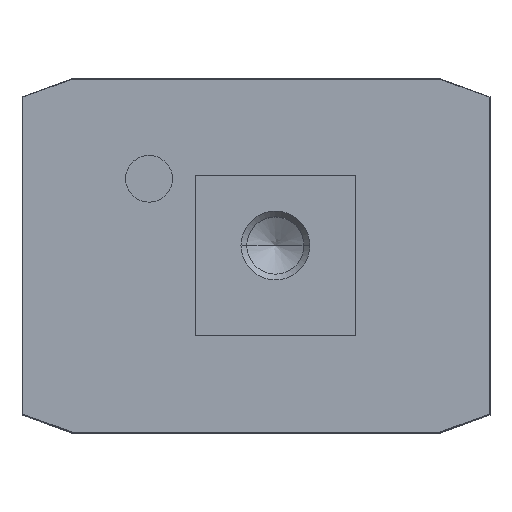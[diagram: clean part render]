
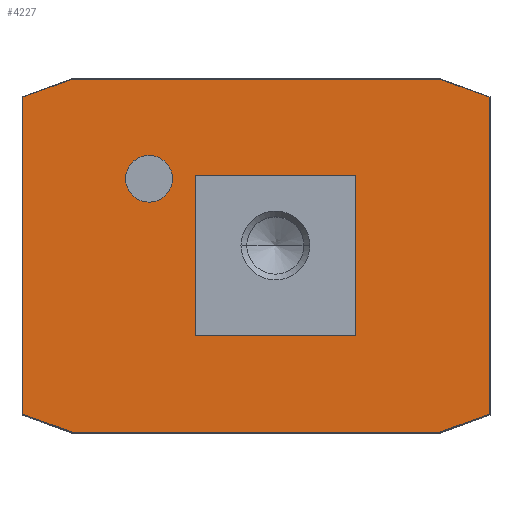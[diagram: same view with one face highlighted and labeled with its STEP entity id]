
A CAD part, top view. The second image highlights one B-rep face of the part: STEP entity #4227.
In plain terms, the highlighted planar face has unit normal (0, 0, 1).
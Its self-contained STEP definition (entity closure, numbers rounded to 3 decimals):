
#1542=CARTESIAN_POINT('',(-19.5,11.5,50.0));
#1543=VERTEX_POINT('',#1542);
#1559=CARTESIAN_POINT('',(-12.5,11.5,50.0));
#1560=VERTEX_POINT('',#1559);
#1567=CARTESIAN_POINT('',(-16.,11.5,50.0));
#1568=DIRECTION('',(0.0,0.0,-1.0));
#1569=DIRECTION('',(-1.0,0.0,0.0));
#1570=AXIS2_PLACEMENT_3D('',#1567,#1568,#1569);
#1571=CIRCLE('',#1570,3.5);
#1572=EDGE_CURVE('',#1543,#1560,#1571,.T.);
#2332=CARTESIAN_POINT('',(14.9,12.,50.0));
#2333=VERTEX_POINT('',#2332);
#2340=CARTESIAN_POINT('',(-9.1,12.,50.0));
#2341=VERTEX_POINT('',#2340);
#2342=CARTESIAN_POINT('',(-9.1,12.,50.0));
#2343=DIRECTION('',(1.0,0.0,0.0));
#2344=VECTOR('',#2343,24.0);
#2345=LINE('',#2342,#2344);
#2346=EDGE_CURVE('',#2341,#2333,#2345,.T.);
#2370=CARTESIAN_POINT('',(14.9,-12.,50.0));
#2371=VERTEX_POINT('',#2370);
#2378=CARTESIAN_POINT('',(14.9,12.,50.0));
#2379=DIRECTION('',(0.0,-1.0,0.0));
#2380=VECTOR('',#2379,24.);
#2381=LINE('',#2378,#2380);
#2382=EDGE_CURVE('',#2333,#2371,#2381,.T.);
#2401=CARTESIAN_POINT('',(-9.1,-12.,50.0));
#2402=VERTEX_POINT('',#2401);
#2409=CARTESIAN_POINT('',(14.9,-12.,50.0));
#2410=DIRECTION('',(-1.0,0.0,0.0));
#2411=VECTOR('',#2410,24.);
#2412=LINE('',#2409,#2411);
#2413=EDGE_CURVE('',#2371,#2402,#2412,.T.);
#2431=CARTESIAN_POINT('',(-9.1,-12.,50.0));
#2432=DIRECTION('',(0.0,1.0,0.0));
#2433=VECTOR('',#2432,24.);
#2434=LINE('',#2431,#2433);
#2435=EDGE_CURVE('',#2402,#2341,#2434,.T.);
#2463=CARTESIAN_POINT('',(-16.,11.5,50.0));
#2464=DIRECTION('',(0.0,0.0,-1.0));
#2465=DIRECTION('',(-1.0,0.0,0.0));
#2466=AXIS2_PLACEMENT_3D('',#2463,#2464,#2465);
#2467=CIRCLE('',#2466,3.5);
#2468=EDGE_CURVE('',#1560,#1543,#2467,.T.);
#3959=CARTESIAN_POINT('',(-34.9,-23.7,50.0));
#3960=VERTEX_POINT('',#3959);
#3961=CARTESIAN_POINT('',(-34.9,23.7,50.0));
#3962=VERTEX_POINT('',#3961);
#3963=CARTESIAN_POINT('',(-34.9,-23.7,50.0));
#3964=DIRECTION('',(0.0,1.0,0.0));
#3965=VECTOR('',#3964,47.4);
#3966=LINE('',#3963,#3965);
#3967=EDGE_CURVE('',#3960,#3962,#3966,.T.);
#3999=CARTESIAN_POINT('',(-27.482,26.4,50.0));
#4000=VERTEX_POINT('',#3999);
#4001=CARTESIAN_POINT('',(-34.9,23.7,50.0));
#4002=DIRECTION('',(0.94,0.342,0.0));
#4003=VECTOR('',#4002,7.894);
#4004=LINE('',#4001,#4003);
#4005=EDGE_CURVE('',#3962,#4000,#4004,.T.);
#4030=CARTESIAN_POINT('',(27.482,26.4,50.0));
#4031=VERTEX_POINT('',#4030);
#4032=CARTESIAN_POINT('',(-27.482,26.4,50.0));
#4033=DIRECTION('',(1.0,0.0,0.0));
#4034=VECTOR('',#4033,54.965);
#4035=LINE('',#4032,#4034);
#4036=EDGE_CURVE('',#4000,#4031,#4035,.T.);
#4061=CARTESIAN_POINT('',(34.9,23.7,50.0));
#4062=VERTEX_POINT('',#4061);
#4063=CARTESIAN_POINT('',(27.482,26.4,50.0));
#4064=DIRECTION('',(0.94,-0.342,0.0));
#4065=VECTOR('',#4064,7.894);
#4066=LINE('',#4063,#4065);
#4067=EDGE_CURVE('',#4031,#4062,#4066,.T.);
#4092=CARTESIAN_POINT('',(34.9,-23.7,50.0));
#4093=VERTEX_POINT('',#4092);
#4094=CARTESIAN_POINT('',(34.9,23.7,50.0));
#4095=DIRECTION('',(0.0,-1.0,0.0));
#4096=VECTOR('',#4095,47.4);
#4097=LINE('',#4094,#4096);
#4098=EDGE_CURVE('',#4062,#4093,#4097,.T.);
#4123=CARTESIAN_POINT('',(27.482,-26.4,50.0));
#4124=VERTEX_POINT('',#4123);
#4125=CARTESIAN_POINT('',(34.9,-23.7,50.0));
#4126=DIRECTION('',(-0.94,-0.342,0.0));
#4127=VECTOR('',#4126,7.894);
#4128=LINE('',#4125,#4127);
#4129=EDGE_CURVE('',#4093,#4124,#4128,.T.);
#4154=CARTESIAN_POINT('',(-27.482,-26.4,50.0));
#4155=VERTEX_POINT('',#4154);
#4156=CARTESIAN_POINT('',(27.482,-26.4,50.0));
#4157=DIRECTION('',(-1.0,0.0,0.0));
#4158=VECTOR('',#4157,54.965);
#4159=LINE('',#4156,#4158);
#4160=EDGE_CURVE('',#4124,#4155,#4159,.T.);
#4185=CARTESIAN_POINT('',(-27.482,-26.4,50.0));
#4186=DIRECTION('',(-0.94,0.342,0.0));
#4187=VECTOR('',#4186,7.894);
#4188=LINE('',#4185,#4187);
#4189=EDGE_CURVE('',#4155,#3960,#4188,.T.);
#4202=CARTESIAN_POINT('',(0.,0.,50.0));
#4203=DIRECTION('',(0.0,0.0,1.0));
#4204=DIRECTION('',(1.0,0.0,0.0));
#4205=AXIS2_PLACEMENT_3D('',#4202,#4203,#4204);
#4206=PLANE('',#4205);
#4207=ORIENTED_EDGE('',*,*,#3967,.F.);
#4208=ORIENTED_EDGE('',*,*,#4189,.F.);
#4209=ORIENTED_EDGE('',*,*,#4160,.F.);
#4210=ORIENTED_EDGE('',*,*,#4129,.F.);
#4211=ORIENTED_EDGE('',*,*,#4098,.F.);
#4212=ORIENTED_EDGE('',*,*,#4067,.F.);
#4213=ORIENTED_EDGE('',*,*,#4036,.F.);
#4214=ORIENTED_EDGE('',*,*,#4005,.F.);
#4215=EDGE_LOOP('',(#4207,#4208,#4209,#4210,#4211,#4212,#4213,#4214));
#4216=FACE_OUTER_BOUND('',#4215,.T.);
#4217=ORIENTED_EDGE('',*,*,#2346,.T.);
#4218=ORIENTED_EDGE('',*,*,#2382,.T.);
#4219=ORIENTED_EDGE('',*,*,#2413,.T.);
#4220=ORIENTED_EDGE('',*,*,#2435,.T.);
#4221=EDGE_LOOP('',(#4217,#4218,#4219,#4220));
#4222=FACE_BOUND('',#4221,.T.);
#4223=ORIENTED_EDGE('',*,*,#2468,.T.);
#4224=ORIENTED_EDGE('',*,*,#1572,.T.);
#4225=EDGE_LOOP('',(#4223,#4224));
#4226=FACE_BOUND('',#4225,.T.);
#4227=ADVANCED_FACE('',(#4216,#4222,#4226),#4206,.T.);
